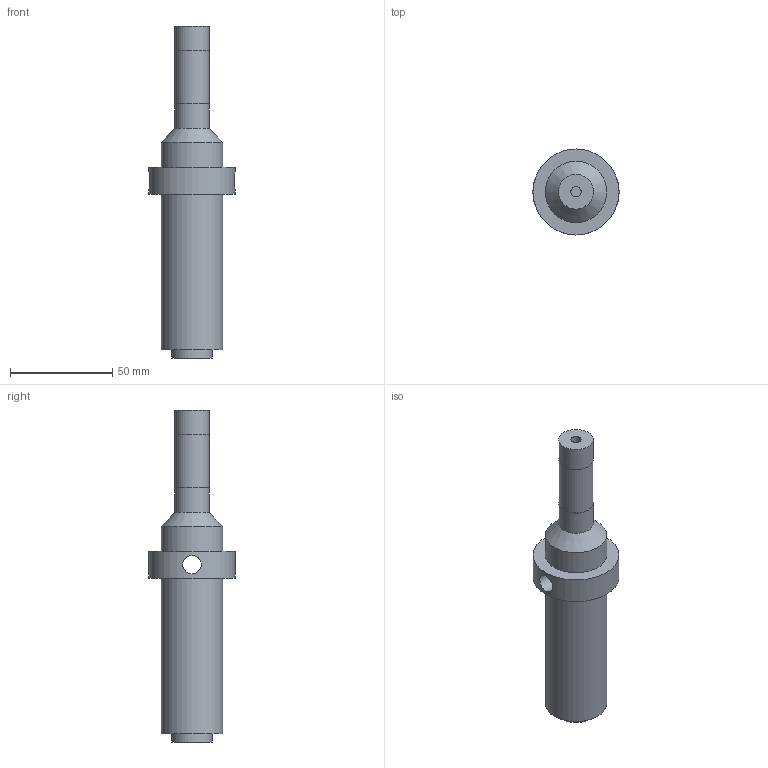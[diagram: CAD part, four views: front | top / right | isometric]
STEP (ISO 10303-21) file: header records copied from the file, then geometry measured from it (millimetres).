
FILE_DESCRIPTION(('FreeCAD Model'),'2;1');
FILE_NAME('shaft.step^.step','2021-02-06T00:21:46',( 'Author'),(''),'Open CASCADE STEP processor 7.3','FreeCAD','Unknown' );
FILE_SCHEMA(('AUTOMOTIVE_DESIGN { 1 0 10303 214 1 1 1 1 }'));
Length unit declared in the file: millimetre
Products named in the file (8): Cylindre003; Cut003; Cut002; Cut001; Cut; Bearing1; C獼e; Cut004
Bounding box: 42 x 42 x 162 mm (x, y, z)
Volume: 87162.9 mm3; surface area: 24862.3 mm2
Topology: 8 solids, 8 shells, 31 faces, 42 edges, 28 vertices
Faces by surface type: plane 18, cylinder 12, cone 1
Full cylindrical faces by diameter (mm): 5 x2, 9 x1, 12 x2, 16.6 x1, 17 x2, 20 x1, 29.9 x1, 30 x1, 42 x1
Entity records: 2187 total; most frequent: CARTESIAN_POINT 918, DIRECTION 202, ORIENTED_EDGE 84, PCURVE 84, DEFINITIONAL_REPRESENTATION 84, LINE 66, VECTOR 66, AXIS2_PLACEMENT_3D 56
